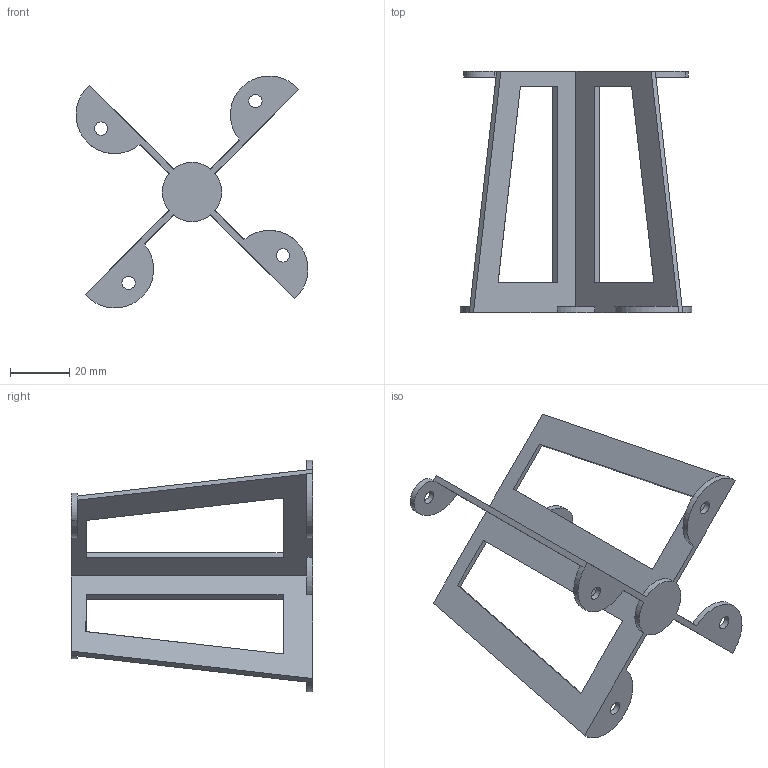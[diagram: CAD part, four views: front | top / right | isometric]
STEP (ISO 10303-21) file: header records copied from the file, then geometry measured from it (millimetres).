
FILE_DESCRIPTION(/* description */ (''),/* implementation_level */ '2;1');
FILE_NAME(/* name */ 'f8df19bc-dcc8-43a4-b647-2ec28662f7ee.stp',/* time_stamp */ '2015-10-12T12:50:15-05:00',/* author */ (''),/* organization */ (''),/* preprocessor_version */ 'ST-DEVELOPER v16.1',/* originating_system */ 'Autodesk Translation Framework v4.1.0.1560',/* authorisation */ '');
FILE_SCHEMA (('AUTOMOTIVE_DESIGN { 1 0 10303 214 3 1 1 }'));
Length unit declared in the file: centimetre
Products named in the file (1): stand-bottom-split-2
Bounding box: 78.37 x 81.5 x 78.37 mm (x, y, z)
Volume: 18826.4 mm3; surface area: 21636.9 mm2
Topology: 1 solids, 1 shells, 68 faces, 188 edges, 122 vertices
Faces by surface type: plane 50, cylinder 18
Full cylindrical faces by diameter (mm): 4.46 x6
Entity records: 2182 total; most frequent: CARTESIAN_POINT 373, ORIENTED_EDGE 364, DIRECTION 356, EDGE_CURVE 182, LINE 146, VECTOR 146, VERTEX_POINT 122, AXIS2_PLACEMENT_3D 105
